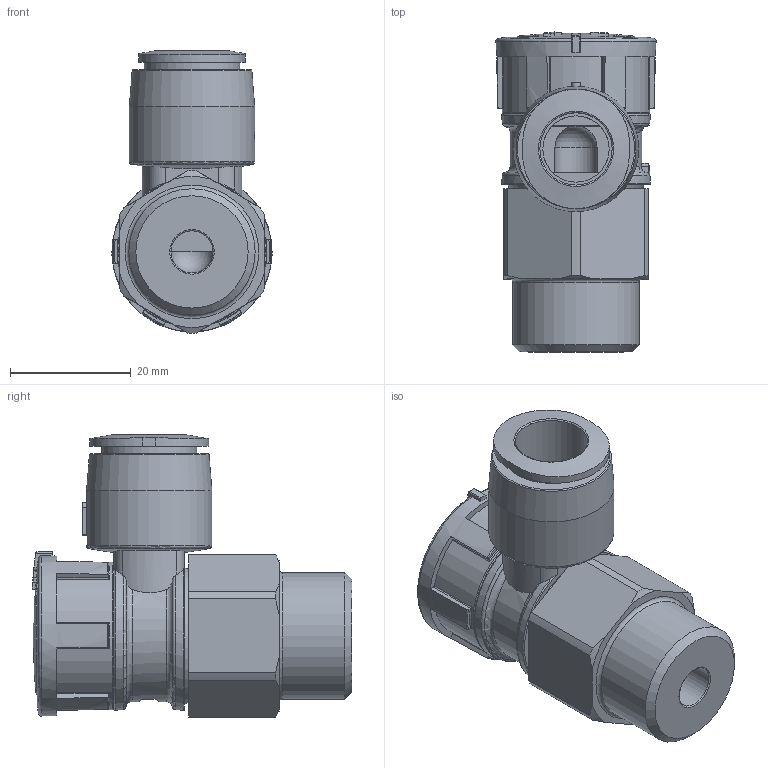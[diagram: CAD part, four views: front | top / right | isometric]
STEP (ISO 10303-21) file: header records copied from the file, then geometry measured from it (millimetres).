
FILE_DESCRIPTION(/* description */ ('STEP AP214'),/* implementation_level */ '2;1');
FILE_NAME(/* name */ '8157631_VFOE-LE-T-R12-Q12-F1A',/* time_stamp */ '2024-09-16T12:15:33+02:00',/* author */ ('License CC BY-ND 4.0'),/* organization */ ('CADENAS'),/* preprocessor_version */ 'ST-DEVELOPER v19.3',/* originating_system */ 'PARTsolutions',/* authorisation */ ' ');
FILE_SCHEMA (('AUTOMOTIVE_DESIGN {1 0 10303 214 3 1 1}'));
Length unit declared in the file: millimetre
Products named in the file (2): 8157631 VFOE-LE-T-R12-Q12-F1A---(high); 8068742 VFOE-LE-T-R12-Q12---(highp)
Assembly tree (1 placements, depth 2):
  8157631 VFOE-LE-T-R12-Q12-F1A---(high)
    8068742 VFOE-LE-T-R12-Q12---(highp)
Bounding box: 26.59 x 53.07 x 46.82 mm (x, y, z)
Volume: 25410.3 mm3; surface area: 9064.9 mm2
Topology: 1 solids, 1 shells, 214 faces, 591 edges, 389 vertices
Faces by surface type: plane 109, cylinder 58, torus 29, cone 12, sphere 6
Full cylindrical faces by diameter (mm): 7 x1, 11 x1, 12 x1, 15.8 x1, 20.8 x1, 20.955 x1, 24.5 x1
Entity records: 8374 total; most frequent: CARTESIAN_POINT 1580, ORIENTED_EDGE 1116, DIRECTION 1072, EDGE_CURVE 558, AXIS2_PLACEMENT_3D 426, VERTEX_POINT 378, EDGE_LOOP 248, FACE_BOUND 248
